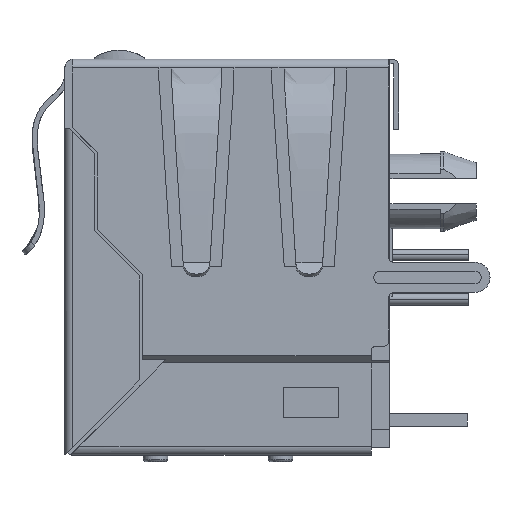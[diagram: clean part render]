
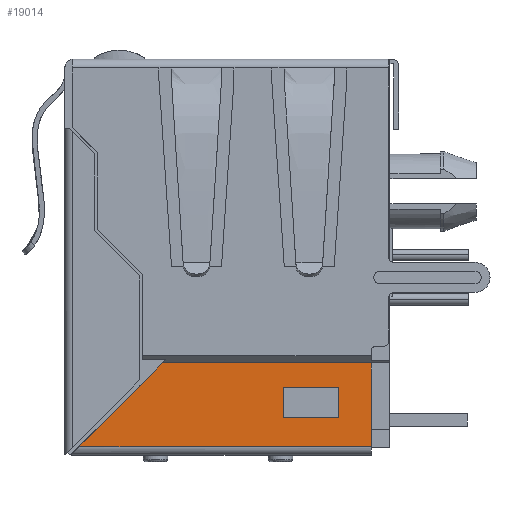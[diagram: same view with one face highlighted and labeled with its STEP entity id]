
A CAD part, left-side view. The second image highlights one B-rep face of the part: STEP entity #19014.
In plain terms, the highlighted planar face has unit normal (-1, 0, 0).
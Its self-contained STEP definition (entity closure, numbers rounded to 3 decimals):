
#3188=CARTESIAN_POINT('',(-8.3,-0.559,
-15.5));
#3190=DIRECTION('',(0.,-1.,0.));
#3191=VECTOR('',#3190,11.691);
#3192=CARTESIAN_POINT('',(-8.3,-0.559,
-15.5));
#3193=LINE('',#3192,#3191);
#5877=DIRECTION('',(0.,-0.707,0.707));
#5878=VECTOR('',#5877,4.738);
#5879=CARTESIAN_POINT('',(-8.3,-0.559,
-15.5));
#5880=LINE('',#5879,#5878);
#5881=DIRECTION('',(0.,0.,-1.));
#5882=VECTOR('',#5881,3.35);
#5883=CARTESIAN_POINT('',(-8.3,-12.25,-12.15));
#5884=LINE('',#5883,#5882);
#5889=DIRECTION('',(0.,1.,0.));
#5890=VECTOR('',#5889,8.341);
#5891=CARTESIAN_POINT('',(-8.3,-12.25,-12.15));
#5892=LINE('',#5891,#5890);
#6371=DIRECTION('',(0.,-1.,0.));
#6372=VECTOR('',#6371,2.2);
#6373=CARTESIAN_POINT('',(-8.3,-8.75,-13.15));
#6374=LINE('',#6373,#6372);
#6379=DIRECTION('',(0.,0.,1.));
#6380=VECTOR('',#6379,1.2);
#6381=CARTESIAN_POINT('',(-8.3,-8.75,-14.35));
#6382=LINE('',#6381,#6380);
#6395=DIRECTION('',(0.,0.,-1.));
#6396=VECTOR('',#6395,1.2);
#6397=CARTESIAN_POINT('',(-8.3,-10.95,-13.15));
#6398=LINE('',#6397,#6396);
#6407=DIRECTION('',(0.,1.,0.));
#6408=VECTOR('',#6407,2.2);
#6409=CARTESIAN_POINT('',(-8.3,-10.95,-14.35));
#6410=LINE('',#6409,#6408);
#9988=VERTEX_POINT('',#3188);
#9989=CARTESIAN_POINT('',(-8.3,-12.25,-15.5));
#9990=VERTEX_POINT('',#9989);
#10003=CARTESIAN_POINT('',(-8.3,-3.909,-12.15));
#10004=VERTEX_POINT('',#10003);
#10559=CARTESIAN_POINT('',(-8.3,-12.25,-12.15));
#10560=VERTEX_POINT('',#10559);
#10573=CARTESIAN_POINT('',(-8.3,-8.75,-13.15));
#10574=CARTESIAN_POINT('',(-8.3,-10.95,-13.15));
#10575=VERTEX_POINT('',#10573);
#10576=VERTEX_POINT('',#10574);
#10577=CARTESIAN_POINT('',(-8.3,-8.75,-14.35));
#10578=VERTEX_POINT('',#10577);
#10579=CARTESIAN_POINT('',(-8.3,-10.95,-14.35));
#10580=VERTEX_POINT('',#10579);
#18992=CARTESIAN_POINT('',(-8.3,-6.404,-13.825));
#18993=DIRECTION('',(1.,0.,0.));
#18994=DIRECTION('',(0.,1.,0.));
#18995=AXIS2_PLACEMENT_3D('',#18992,#18993,#18994);
#18996=PLANE('',#18995);
#18997=ORIENTED_EDGE('',*,*,#15905,.F.);
#18998=ORIENTED_EDGE('',*,*,#15935,.T.);
#19000=ORIENTED_EDGE('',*,*,#18999,.F.);
#19001=ORIENTED_EDGE('',*,*,#18958,.T.);
#19002=EDGE_LOOP('',(#18997,#18998,#19000,#19001));
#19003=FACE_OUTER_BOUND('',#19002,.F.);
#19005=ORIENTED_EDGE('',*,*,#19004,.F.);
#19007=ORIENTED_EDGE('',*,*,#19006,.F.);
#19009=ORIENTED_EDGE('',*,*,#19008,.F.);
#19011=ORIENTED_EDGE('',*,*,#19010,.F.);
#19012=EDGE_LOOP('',(#19005,#19007,#19009,#19011));
#19013=FACE_BOUND('',#19012,.F.);
#19014=ADVANCED_FACE('',(#19003,#19013),#18996,.F.);
#15905=EDGE_CURVE('',#9988,#9990,#3193,.T.);
#15935=EDGE_CURVE('',#9988,#10004,#5880,.T.);
#18958=EDGE_CURVE('',#10560,#9990,#5884,.T.);
#18999=EDGE_CURVE('',#10560,#10004,#5892,.T.);
#19004=EDGE_CURVE('',#10575,#10576,#6374,.T.);
#19006=EDGE_CURVE('',#10578,#10575,#6382,.T.);
#19008=EDGE_CURVE('',#10580,#10578,#6410,.T.);
#19010=EDGE_CURVE('',#10576,#10580,#6398,.T.);
